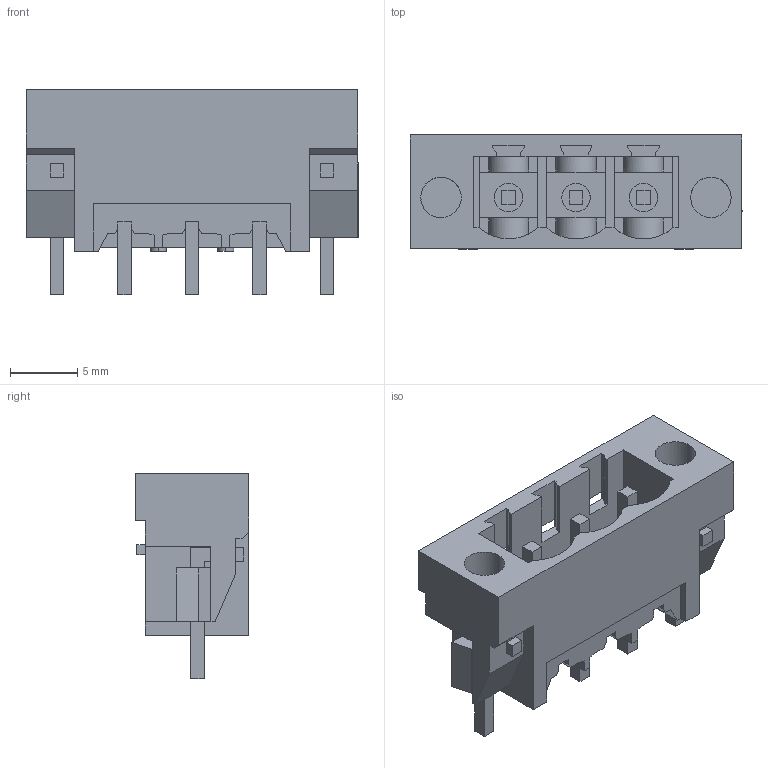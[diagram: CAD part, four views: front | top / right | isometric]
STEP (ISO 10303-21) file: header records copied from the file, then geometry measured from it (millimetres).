
FILE_DESCRIPTION(('CATIA V5 STEP Exchange','CAx-IF Rec.Pracs.--- Model Styling and Organization---1.2---2011-12-15'),'2;1');
FILE_NAME ('D1457157_0_1841400000_1841400000.stp','2018-04-12T04:27:55+00:00',('none'),('Weidmueller'),'CATIA Version 5-6 Release 2014','CATIA V5 STEP AP214','none');
FILE_SCHEMA(('AUTOMOTIVE_DESIGN { 1 0 10303 214 1 1 1 1 }'));
Length unit declared in the file: millimetre
Products named in the file (1): 1841400000
Bounding box: 24.6 x 8.43 x 15.2 mm (x, y, z)
Volume: 1104.2 mm3; surface area: 2219 mm2
Topology: 6 solids, 6 shells, 284 faces, 808 edges, 532 vertices
Faces by surface type: plane 253, cylinder 31
Entity records: 8994 total; most frequent: CARTESIAN_POINT 1811, ORIENTED_EDGE 1616, DIRECTION 1246, EDGE_CURVE 808, VECTOR 726, LINE 726, VERTEX_POINT 532, EDGE_LOOP 296
